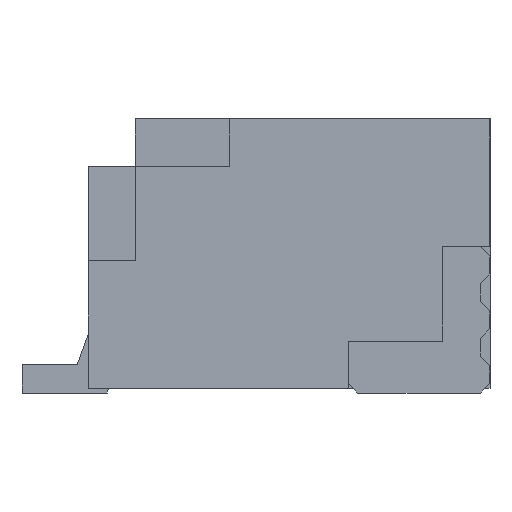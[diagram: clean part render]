
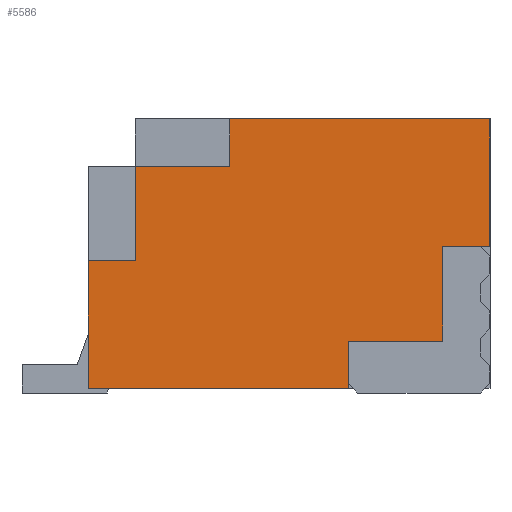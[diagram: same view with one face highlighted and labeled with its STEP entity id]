
A CAD part, left-side view. The second image highlights one B-rep face of the part: STEP entity #5586.
In plain terms, the highlighted planar face has unit normal (-1, 0, 0).
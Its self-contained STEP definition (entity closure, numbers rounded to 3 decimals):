
#241=FACE_OUTER_BOUND('',#535,.T.);
#535=EDGE_LOOP('',(#4504,#4505,#4506,#4507,#4508,#4509,#4510,#4511,#4512,
#4513,#4514,#4515));
#1068=LINE('',#8191,#1823);
#1098=LINE('',#8251,#1853);
#1148=LINE('',#8353,#1903);
#1153=LINE('',#8362,#1908);
#1155=LINE('',#8366,#1910);
#1156=LINE('',#8369,#1911);
#1159=LINE('',#8375,#1914);
#1163=LINE('',#8383,#1918);
#1166=LINE('',#8389,#1921);
#1176=LINE('',#8407,#1931);
#1195=LINE('',#8445,#1950);
#1196=LINE('',#8447,#1951);
#1823=VECTOR('',#6737,2.75);
#1853=VECTOR('',#6783,1.35);
#1903=VECTOR('',#6865,0.5);
#1908=VECTOR('',#6872,1.);
#1910=VECTOR('',#6876,1.);
#1911=VECTOR('',#6879,0.5);
#1914=VECTOR('',#6884,1.);
#1918=VECTOR('',#6892,1.);
#1921=VECTOR('',#6897,0.5);
#1931=VECTOR('',#6915,0.5);
#1950=VECTOR('',#6938,1.35);
#1951=VECTOR('',#6941,2.75);
#2428=VERTEX_POINT('',#8188);
#2429=VERTEX_POINT('',#8190);
#2446=VERTEX_POINT('',#8239);
#2486=VERTEX_POINT('',#8350);
#2487=VERTEX_POINT('',#8352);
#2490=VERTEX_POINT('',#8360);
#2491=VERTEX_POINT('',#8364);
#2492=VERTEX_POINT('',#8368);
#2494=VERTEX_POINT('',#8374);
#2496=VERTEX_POINT('',#8382);
#2498=VERTEX_POINT('',#8388);
#2519=VERTEX_POINT('',#8443);
#3082=EDGE_CURVE('',#2429,#2428,#1068,.T.);
#3112=EDGE_CURVE('',#2446,#2429,#1098,.T.);
#3162=EDGE_CURVE('',#2487,#2486,#1148,.T.);
#3167=EDGE_CURVE('',#2486,#2490,#1153,.T.);
#3169=EDGE_CURVE('',#2490,#2491,#1155,.T.);
#3170=EDGE_CURVE('',#2428,#2492,#1156,.T.);
#3173=EDGE_CURVE('',#2492,#2494,#1159,.T.);
#3177=EDGE_CURVE('',#2494,#2496,#1163,.T.);
#3180=EDGE_CURVE('',#2496,#2498,#1166,.T.);
#3190=EDGE_CURVE('',#2491,#2446,#1176,.T.);
#3209=EDGE_CURVE('',#2498,#2519,#1195,.T.);
#3210=EDGE_CURVE('',#2519,#2487,#1196,.T.);
#4504=ORIENTED_EDGE('',*,*,#3170,.T.);
#4505=ORIENTED_EDGE('',*,*,#3173,.T.);
#4506=ORIENTED_EDGE('',*,*,#3177,.T.);
#4507=ORIENTED_EDGE('',*,*,#3180,.T.);
#4508=ORIENTED_EDGE('',*,*,#3209,.T.);
#4509=ORIENTED_EDGE('',*,*,#3210,.T.);
#4510=ORIENTED_EDGE('',*,*,#3162,.T.);
#4511=ORIENTED_EDGE('',*,*,#3167,.T.);
#4512=ORIENTED_EDGE('',*,*,#3169,.T.);
#4513=ORIENTED_EDGE('',*,*,#3190,.T.);
#4514=ORIENTED_EDGE('',*,*,#3112,.T.);
#4515=ORIENTED_EDGE('',*,*,#3082,.T.);
#5097=PLANE('',#5867);
#5586=ADVANCED_FACE('',(#241),#5097,.T.);
#5867=AXIS2_PLACEMENT_3D('',#8446,#6939,#6940);
#6737=DIRECTION('',(0.,1.,0.));
#6783=DIRECTION('',(0.,0.,1.));
#6865=DIRECTION('',(0.,0.,1.));
#6872=DIRECTION('',(0.,-1.,0.));
#6876=DIRECTION('',(0.,0.,1.));
#6879=DIRECTION('',(0.,0.,-1.));
#6884=DIRECTION('',(0.,1.,0.));
#6892=DIRECTION('',(0.,0.,-1.));
#6897=DIRECTION('',(0.,1.,0.));
#6915=DIRECTION('',(0.,-1.,0.));
#6938=DIRECTION('',(0.,0.,-1.));
#6939=DIRECTION('center_axis',(-1.,0.,0.));
#6940=DIRECTION('ref_axis',(0.,0.,1.));
#6941=DIRECTION('',(0.,-1.,0.));
#8188=CARTESIAN_POINT('',(-2.5,-1.5,2.9));
#8190=CARTESIAN_POINT('',(-2.5,-4.25,2.9));
#8191=CARTESIAN_POINT('',(-2.5,-4.25,2.9));
#8239=CARTESIAN_POINT('',(-2.5,-4.25,1.55));
#8251=CARTESIAN_POINT('',(-2.5,-4.25,0.05));
#8350=CARTESIAN_POINT('',(-2.5,-2.75,0.55));
#8352=CARTESIAN_POINT('',(-2.5,-2.75,0.05));
#8353=CARTESIAN_POINT('',(-2.5,-2.75,1.006));
#8360=CARTESIAN_POINT('',(-2.5,-3.75,0.55));
#8362=CARTESIAN_POINT('',(-2.5,-2.861,0.55));
#8364=CARTESIAN_POINT('',(-2.5,-3.75,1.55));
#8366=CARTESIAN_POINT('',(-2.5,-3.75,1.506));
#8368=CARTESIAN_POINT('',(-2.5,-1.5,2.4));
#8369=CARTESIAN_POINT('',(-2.5,-1.5,1.931));
#8374=CARTESIAN_POINT('',(-2.5,-0.5,2.4));
#8375=CARTESIAN_POINT('',(-2.5,-1.236,2.4));
#8382=CARTESIAN_POINT('',(-2.5,-0.5,1.4));
#8383=CARTESIAN_POINT('',(-2.5,-0.5,1.431));
#8388=CARTESIAN_POINT('',(-2.5,0.,1.4));
#8389=CARTESIAN_POINT('',(-2.5,-0.986,1.4));
#8407=CARTESIAN_POINT('',(-2.5,-3.111,1.55));
#8443=CARTESIAN_POINT('',(-2.5,0.,0.05));
#8445=CARTESIAN_POINT('',(-2.5,0.,2.4));
#8446=CARTESIAN_POINT('Origin',(-2.5,-1.972,1.463));
#8447=CARTESIAN_POINT('',(-2.5,0.,0.05));
